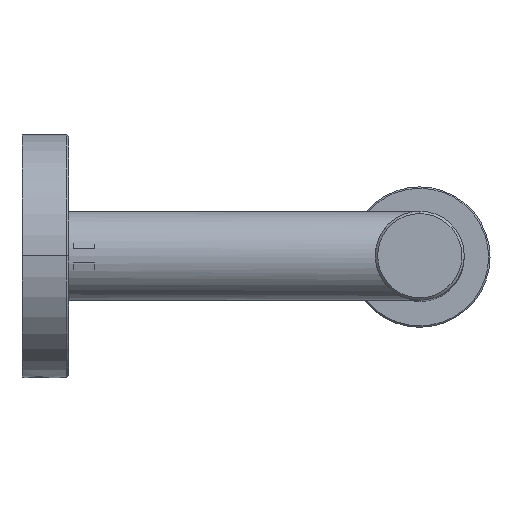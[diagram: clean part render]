
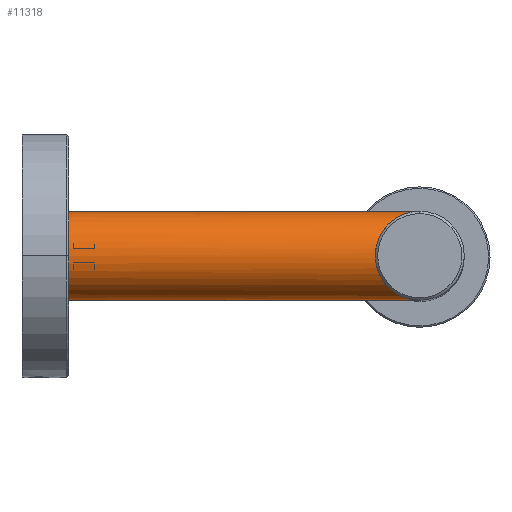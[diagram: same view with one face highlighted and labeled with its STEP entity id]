
A CAD part, top view. The second image highlights one B-rep face of the part: STEP entity #11318.
In plain terms, the highlighted cylindrical face has radius 9.5 mm (diameter 19 mm), a partial arc.
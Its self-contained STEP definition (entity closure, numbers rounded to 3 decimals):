
#281 = ORIENTED_EDGE ( 'NONE', *, *, #11976, .T. ) ;
#805 = CARTESIAN_POINT ( 'NONE',  ( 0., 75., 9.5 ) ) ;
#1080 = CARTESIAN_POINT ( 'NONE',  ( 0., 75., 9.5 ) ) ;
#1797 = ORIENTED_EDGE ( 'NONE', *, *, #8401, .F. ) ;
#1861 = CARTESIAN_POINT ( 'NONE',  ( 0., 0., 0. ) ) ;
#2417 = ORIENTED_EDGE ( 'NONE', *, *, #11404, .T. ) ;
#2418 = CARTESIAN_POINT ( 'NONE',  ( 0., 0., -9.5 ) ) ;
#2668 = CARTESIAN_POINT ( 'NONE',  ( 0., 75., -9.5 ) ) ;
#3163 = DIRECTION ( 'NONE',  ( 0., 0., -1. ) ) ;
#3244 = DIRECTION ( 'NONE',  ( 0., -1., 0. ) ) ;
#3418 = AXIS2_PLACEMENT_3D ( 'NONE', #1861, #9897, #4183 ) ;
#3717 = VECTOR ( 'NONE', #12279, 1000. ) ;
#3830 = EDGE_CURVE ( 'NONE', #14692, #12487, #5709, .T. ) ;
#3978 = CARTESIAN_POINT ( 'NONE',  ( 0., 0., 9.5 ) ) ;
#4156 = CARTESIAN_POINT ( 'NONE',  ( 0., 75., 9.5 ) ) ;
#4174 = ORIENTED_EDGE ( 'NONE', *, *, #3830, .T. ) ;
#4183 = DIRECTION ( 'NONE',  ( 0., 0., 1. ) ) ;
#4201 = CARTESIAN_POINT ( 'NONE',  ( 0., 75., -9.5 ) ) ;
#4601 = LINE ( 'NONE', #10192, #3717 ) ;
#5424 = DIRECTION ( 'NONE',  ( 0., -1., 0. ) ) ;
#5709 = CIRCLE ( 'NONE', #3418, 9.5 ) ;
#6110 = VECTOR ( 'NONE', #3244, 1000. ) ;
#6413 = EDGE_LOOP ( 'NONE', ( #1797, #281, #2417, #4174 ) ) ;
#6605 = CARTESIAN_POINT ( 'NONE',  ( -19., 56., 9.5 ) ) ;
#6636 = CARTESIAN_POINT ( 'NONE',  ( 0., 75., 0. ) ) ;
#8401 = EDGE_CURVE ( 'NONE', #12948, #12487, #8798, .T. ) ;
#8404 = AXIS2_PLACEMENT_3D ( 'NONE', #6636, #5424, #3163 ) ;
#8578 = CYLINDRICAL_SURFACE ( 'NONE', #8404, 9.5 ) ;
#8798 = LINE ( 'NONE', #1080, #6110 ) ;
#9897 = DIRECTION ( 'NONE',  ( 0., 1., 0. ) ) ;
#10192 = CARTESIAN_POINT ( 'NONE',  ( 0., 75., -9.5 ) ) ;
#11318 = ADVANCED_FACE ( 'NONE', ( #11772 ), #8578, .T. ) ;
#11404 = EDGE_CURVE ( 'NONE', #11631, #14692, #4601, .T. ) ;
#11631 = VERTEX_POINT ( 'NONE', #2668 ) ;
#11772 = FACE_OUTER_BOUND ( 'NONE', #6413, .T. ) ;
#11976 = EDGE_CURVE ( 'NONE', #12948, #11631, #14463, .T. ) ;
#12279 = DIRECTION ( 'NONE',  ( 0., -1., 0. ) ) ;
#12487 = VERTEX_POINT ( 'NONE', #3978 ) ;
#12948 = VERTEX_POINT ( 'NONE', #805 ) ;
#14463 =( BOUNDED_CURVE ( )  B_SPLINE_CURVE ( 3, ( #4156, #6605, #14469, #4201 ),
 .UNSPECIFIED., .F., .F. ) 
 B_SPLINE_CURVE_WITH_KNOTS ( ( 4, 4 ),
 ( 4.712, 7.854 ),
 .UNSPECIFIED. ) 
 CURVE ( )  GEOMETRIC_REPRESENTATION_ITEM ( )  RATIONAL_B_SPLINE_CURVE ( ( 1., 0.333, 0.333, 1. ) ) 
 REPRESENTATION_ITEM ( '' )  );
#14469 = CARTESIAN_POINT ( 'NONE',  ( -19., 56., -9.5 ) ) ;
#14692 = VERTEX_POINT ( 'NONE', #2418 ) ;
